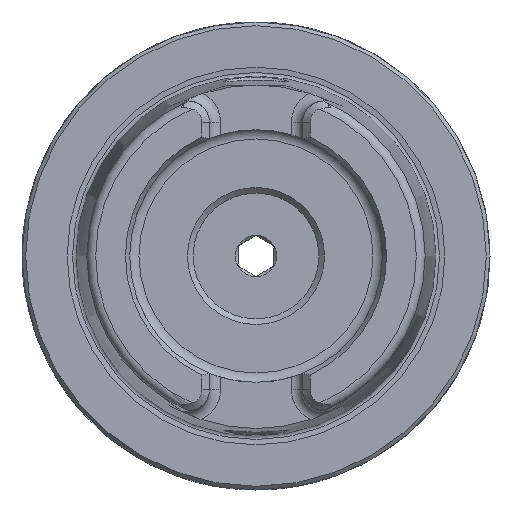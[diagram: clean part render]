
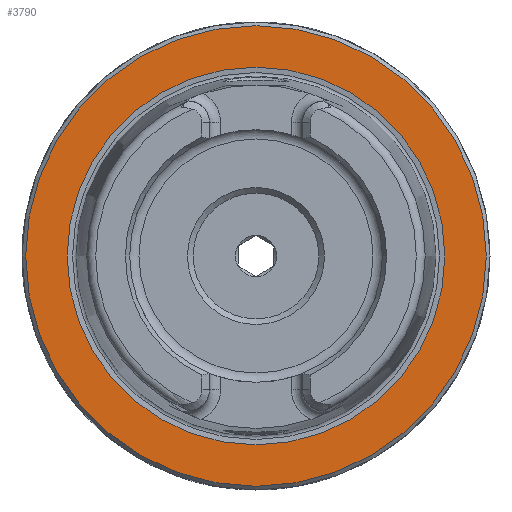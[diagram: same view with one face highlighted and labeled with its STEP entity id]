
A CAD part, left-side view. The second image highlights one B-rep face of the part: STEP entity #3790.
In plain terms, the highlighted planar face has unit normal (-1, 0, 0).
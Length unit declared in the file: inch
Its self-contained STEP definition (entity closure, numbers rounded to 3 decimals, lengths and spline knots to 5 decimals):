
#655=PLANE('',#4068);
#819=FACE_BOUND('',#1184,.T.);
#919=FACE_OUTER_BOUND('',#1183,.T.);
#1183=EDGE_LOOP('',(#2726));
#1184=EDGE_LOOP('',(#2727));
#1459=CIRCLE('',#4067,1.22047);
#1460=CIRCLE('',#4069,1.0008);
#1712=VERTEX_POINT('',#6554);
#1713=VERTEX_POINT('',#6557);
#2109=EDGE_CURVE('',#1712,#1712,#1459,.T.);
#2110=EDGE_CURVE('',#1713,#1713,#1460,.T.);
#2726=ORIENTED_EDGE('',*,*,#2109,.F.);
#2727=ORIENTED_EDGE('',*,*,#2110,.T.);
#3790=ADVANCED_FACE('',(#919,#819),#655,.T.);
#4067=AXIS2_PLACEMENT_3D('',#6555,#4600,#4601);
#4068=AXIS2_PLACEMENT_3D('',#6556,#4602,#4603);
#4069=AXIS2_PLACEMENT_3D('',#6558,#4604,#4605);
#4600=DIRECTION('center_axis',(1.,0.,0.));
#4601=DIRECTION('ref_axis',(0.,-1.,0.));
#4602=DIRECTION('center_axis',(-1.,0.,0.));
#4603=DIRECTION('ref_axis',(0.,0.,1.));
#4604=DIRECTION('center_axis',(1.,0.,0.));
#4605=DIRECTION('ref_axis',(0.,1.,0.));
#6554=CARTESIAN_POINT('',(0.,1.22047,0.));
#6555=CARTESIAN_POINT('Origin',(0.,0.,0.));
#6556=CARTESIAN_POINT('Origin',(0.,0.62008,0.));
#6557=CARTESIAN_POINT('',(0.,1.0008,0.));
#6558=CARTESIAN_POINT('Origin',(0.,0.,0.));
